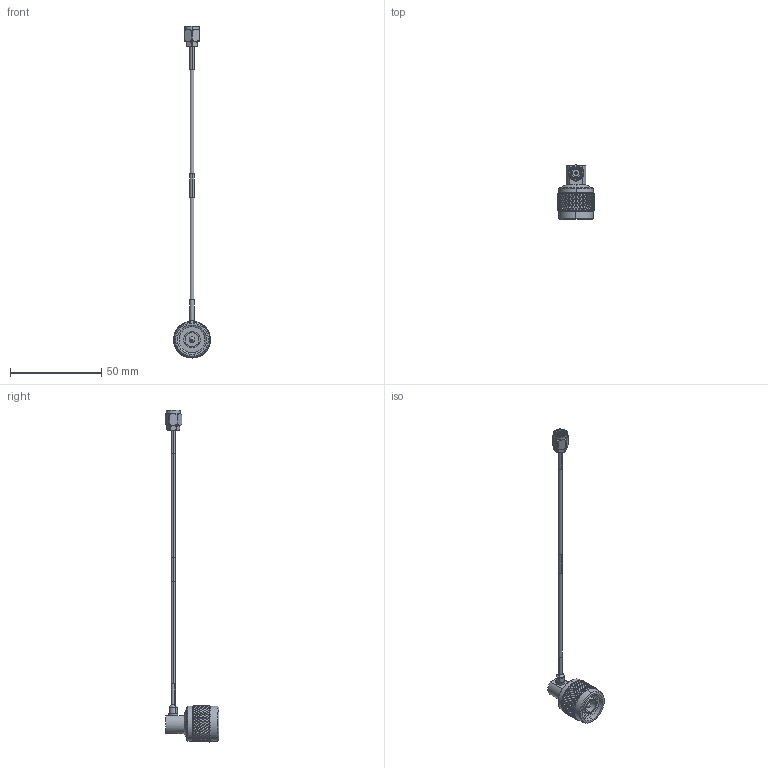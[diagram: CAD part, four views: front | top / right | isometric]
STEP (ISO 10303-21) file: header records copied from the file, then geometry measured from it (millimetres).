
FILE_DESCRIPTION (( 'STEP AP214' ), '1' );
FILE_NAME ('LCCA30540.step', '2020-06-19T13:19:06', ( '' ), ( '' ), 'SwSTEP 2.0', 'SolidWorks 2018', '' );
FILE_SCHEMA (( 'AUTOMOTIVE_DESIGN' ));
Length unit declared in the file: inch
Products named in the file (6): 1AW01-002_.08 ID; LCCA30540; LCCN3042; LCCN3052; LCCN3044_HS-2; LC085TB (085 FORMABLE)
Assembly tree (6 placements, depth 2):
  LCCA30540
    LC085TB (085 FORMABLE)
    1AW01-002_.08 ID  x2
    LCCN3042
    LCCN3044_HS-2
    LCCN3052
Bounding box: 20.07 x 29.36 x 181.53 mm (x, y, z)
Volume: 4858.3 mm3; surface area: 6699.1 mm2
Topology: 6 solids, 6 shells, 2412 faces, 4892 edges, 2508 vertices
Faces by surface type: bspline 1605, cylinder 479, cone 281, plane 41, torus 4, sphere 2
Entity records: 88422 total; most frequent: CARTESIAN_POINT 56227, ORIENTED_EDGE 9760, EDGE_CURVE 4880, DIRECTION 2714, VERTEX_POINT 2500, EDGE_LOOP 2424, FACE_OUTER_BOUND 2406, ADVANCED_FACE 2406
